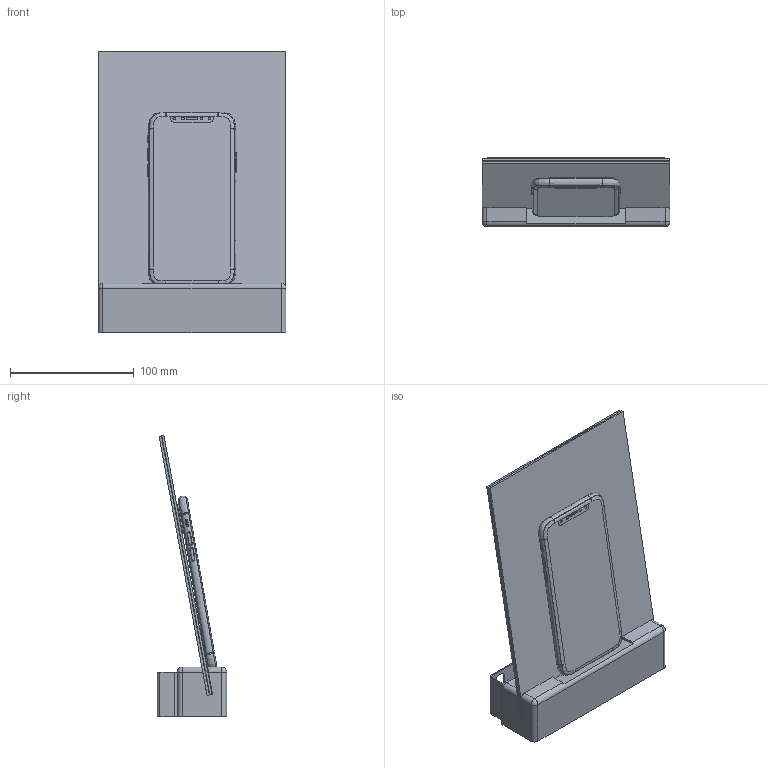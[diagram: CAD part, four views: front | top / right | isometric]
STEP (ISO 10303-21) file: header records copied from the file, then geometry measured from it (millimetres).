
FILE_DESCRIPTION(/* description */ (''),/* implementation_level */ '2;1');
FILE_NAME(/* name */ 'wood block v16.step',/* time_stamp */ '2019-08-07T15:08:54+07:00',/* author */ (''),/* organization */ (''),/* preprocessor_version */ 'ST-DEVELOPER v18',/* originating_system */ 'Autodesk Translation Framework v8.2.0.1029',/* authorisation */ '');
FILE_SCHEMA (('AUTOMOTIVE_DESIGN { 1 0 10303 214 3 1 1 }'));
Products named in the file (4): wood block; iPhone_X v1; back standoff; 98685A220
Assembly tree (4 placements, depth 2):
  wood block
    iPhone_X v1
    back standoff
    98685A220  x2
Bounding box: 152 x 56 x 227.38 mm (x, y, z)
Volume: 420347.8 mm3; surface area: 202121.5 mm2
Topology: 17 solids, 17 shells, 842 faces, 2173 edges, 1413 vertices
Faces by surface type: plane 371, cylinder 210, bspline 189, cone 29, torus 25, sphere 18
Full cylindrical faces by diameter (mm): 1 x1, 1.2 x2, 1.35 x12, 1.474 x2, 1.6 x4, 2.184 x4, 3.75 x1, 4 x2, 4.115 x2
Entity records: 42961 total; most frequent: CARTESIAN_POINT 24390, ORIENTED_EDGE 4080, DIRECTION 3413, EDGE_CURVE 2040, VERTEX_POINT 1332, AXIS2_PLACEMENT_3D 1188, LINE 1037, VECTOR 1037
